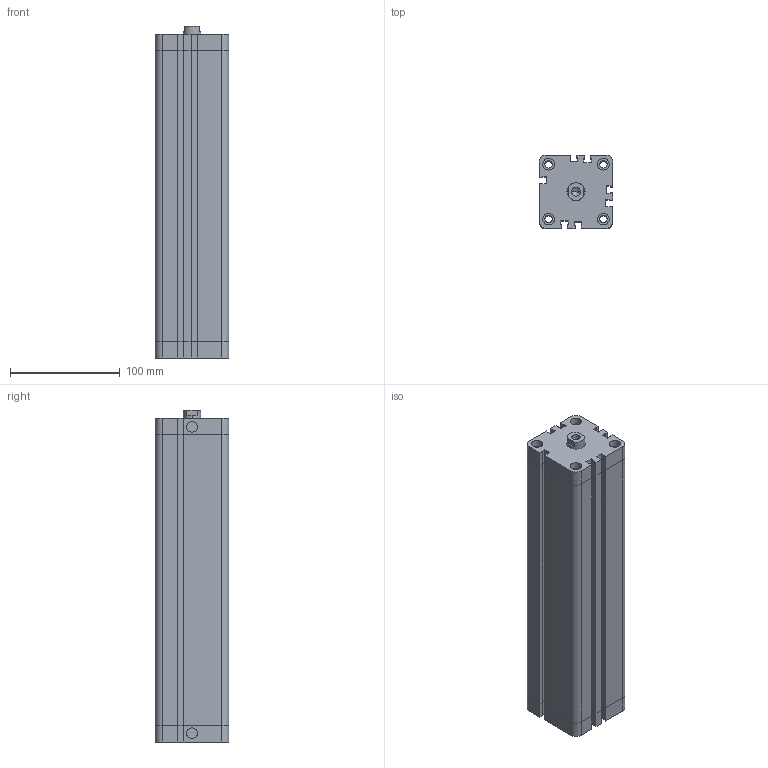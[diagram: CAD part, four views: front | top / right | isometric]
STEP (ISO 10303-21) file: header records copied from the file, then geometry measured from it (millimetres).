
FILE_DESCRIPTION(/* description */ ('VariCAD 2016-1.06 AP-214'),/* implementation_level */ '2;1');
FILE_NAME(/* name */ 'nxd_50-250.stp',/* time_stamp */ '2016-06-16T10:42:12+02:00',/* author */ (''),/* organization */ (''),/* preprocessor_version */ 'ST-DEVELOPER v14',/* originating_system */ 'VariCAD 2016-1.06; kernel version (20130303)',/* authorisation */ '');
FILE_SCHEMA (('AUTOMOTIVE_DESIGN'));
Length unit declared in the file: millimetre
Products named in the file (5): nxd_50-250; NXD 50-250<4>; NXD 50-250<3>; NXD 50-250<2>; NXD 50-250<1>
Assembly tree (4 placements, depth 2):
  nxd_50-250
    NXD 50-250<4>
    NXD 50-250<3>
    NXD 50-250<2>
    NXD 50-250<1>
Bounding box: 67 x 67 x 303 mm (x, y, z)
Volume: 1222382 mm3; surface area: 176933.8 mm2
Topology: 4 solids, 4 shells, 269 faces, 749 edges, 498 vertices
Faces by surface type: plane 203, cylinder 64, cone 2
Entity records: 8771 total; most frequent: CARTESIAN_POINT 1527, ORIENTED_EDGE 1494, DIRECTION 1444, EDGE_CURVE 747, LINE 614, VECTOR 614, VERTEX_POINT 498, AXIS2_PLACEMENT_3D 415
